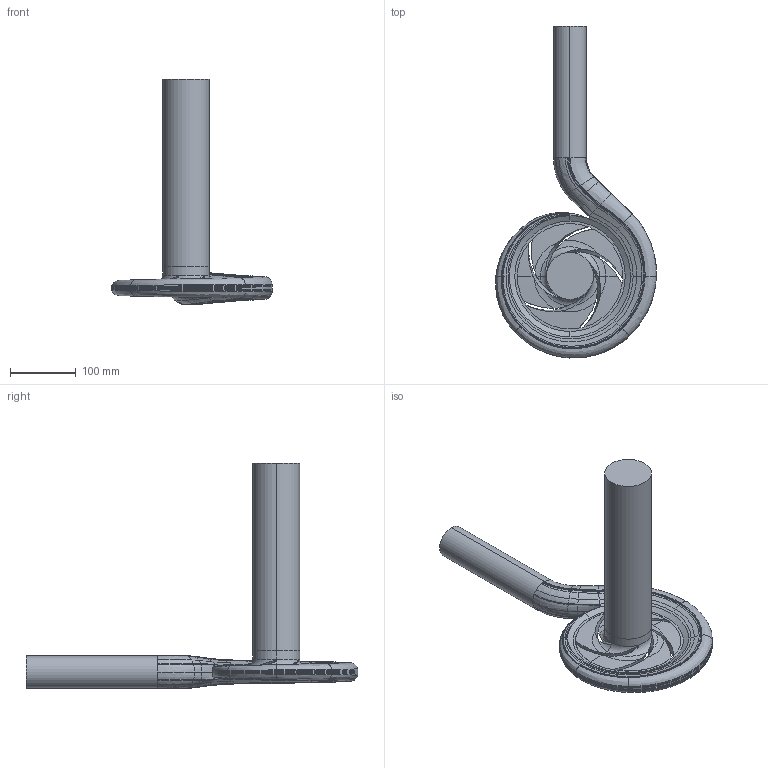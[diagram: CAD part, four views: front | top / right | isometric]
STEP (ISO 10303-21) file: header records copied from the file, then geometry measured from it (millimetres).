
FILE_DESCRIPTION(('STEP AP214'),'1');
FILE_NAME('fixed_pump.stp','2022-03-29T15:23:57',(' '),(' '),'Spatial InterOp 3D',' ',' ');
FILE_SCHEMA(('AUTOMOTIVE_DESIGN { 1 0 10303 214 1 1 1 1 }'));
Length unit declared in the file: metre
Products named in the file (5): fixed_pump; IMP_WATER; VOL_WATER; IN_WATER; OUT_WATER
Assembly tree (4 placements, depth 2):
  fixed_pump
    IMP_WATER
    VOL_WATER
    IN_WATER
    OUT_WATER
Bounding box: 244.28 x 504.11 x 342.38 mm (x, y, z)
Volume: 2554981.6 mm3; surface area: 255306.2 mm2
Topology: 4 solids, 4 shells, 474 faces, 1073 edges, 593 vertices
Faces by surface type: bspline 394, cylinder 29, cone 21, torus 14, plane 13, sphere 2, extrusion 1
Entity records: 26953 total; most frequent: CARTESIAN_POINT 18563, ORIENTED_EDGE 2138, EDGE_CURVE 1069, DIRECTION 934, B_SPLINE_CURVE_WITH_KNOTS 596, VERTEX_POINT 593, EDGE_LOOP 476, ADVANCED_FACE 474
